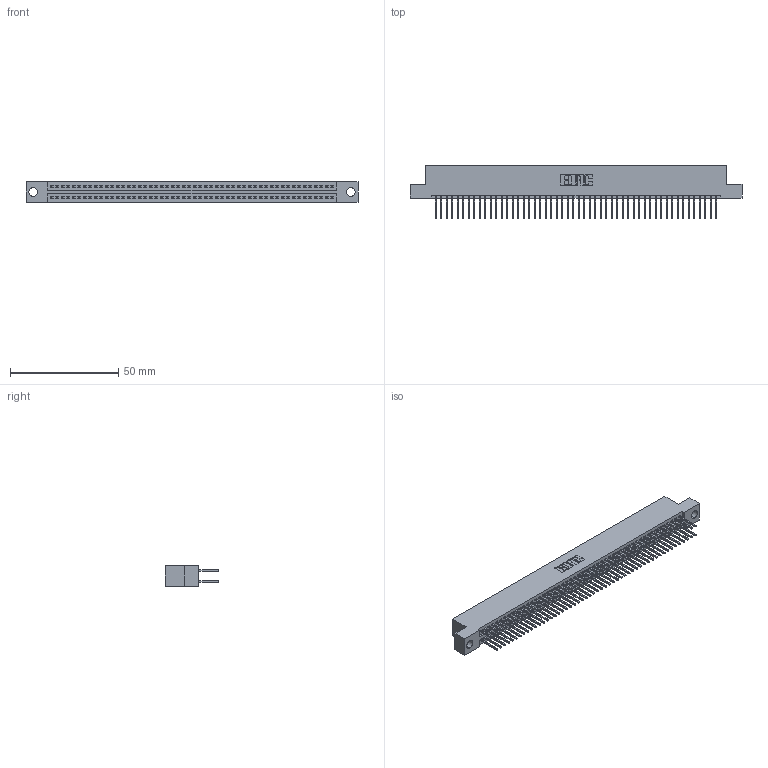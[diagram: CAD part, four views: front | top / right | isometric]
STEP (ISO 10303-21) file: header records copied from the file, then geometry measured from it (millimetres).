
FILE_DESCRIPTION (( 'STEP AP203' ), '1' );
FILE_NAME ('395-104-523-204.STEP', '2018-11-30T12:01:22', ( '' ), ( '' ), 'SwSTEP 2.0', 'SolidWorks 2016', '' );
FILE_SCHEMA (( 'CONFIG_CONTROL_DESIGN' ));
Length unit declared in the file: inch
Products named in the file (3): 395-104-523-204; 345-292-001_345-293-123; 345 Part_Flush Mounting Lugs - 0.156 Dia-TH
Assembly tree (105 placements, depth 2):
  395-104-523-204
    345 Part_Flush Mounting Lugs - 0.156 Dia-TH
    345-292-001_345-293-123  x104
Bounding box: 153.29 x 24.82 x 9.4 mm (x, y, z)
Volume: 15108.8 mm3; surface area: 23298.4 mm2
Topology: 105 solids, 105 shells, 5326 faces, 15837 edges, 10418 vertices
Faces by surface type: plane 3512, cylinder 1814
Entity records: 39475 total; most frequent: CARTESIAN_POINT 6608, ORIENTED_EDGE 6542, DIRECTION 5815, EDGE_CURVE 3271, VECTOR 2931, LINE 2931, VERTEX_POINT 2178, AXIS2_PLACEMENT_3D 1442
